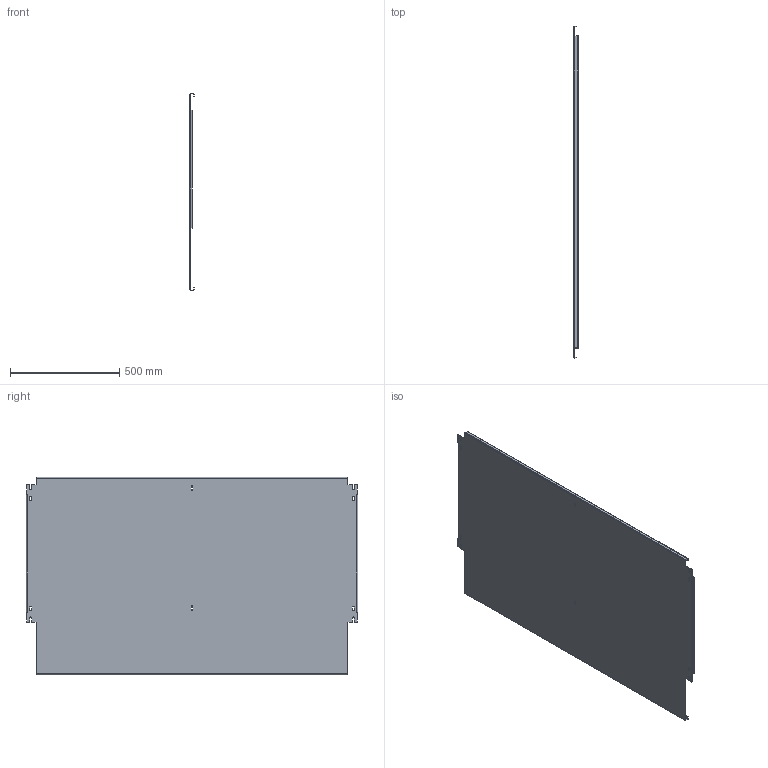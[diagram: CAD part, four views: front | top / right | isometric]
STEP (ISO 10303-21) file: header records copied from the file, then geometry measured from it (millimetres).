
FILE_DESCRIPTION(/* description */ (''),/* implementation_level */ '2;1');
FILE_NAME(/* name */ 'PLBI1600.stp',/* time_stamp */ '2017-05-02T17:29:46+02:00',/* author */ (''),/* organization */ (''),/* preprocessor_version */ 'ST-DEVELOPER v15',/* originating_system */ 'SIEMENS PLM Software NX 9.0',/* authorisation */ '');
FILE_SCHEMA (('CONFIG_CONTROL_DESIGN'));
Length unit declared in the file: millimetre
Products named in the file (1): PLBI600_stp
Bounding box: 19.5 x 1521 x 904 mm (x, y, z)
Volume: 2861088.1 mm3; surface area: 2872008.6 mm2
Topology: 1 solids, 1 shells, 90 faces, 260 edges, 172 vertices
Faces by surface type: plane 62, cylinder 28
Entity records: 3090 total; most frequent: CARTESIAN_POINT 757, ORIENTED_EDGE 520, DIRECTION 400, EDGE_CURVE 260, VERTEX_POINT 172, AXIS2_PLACEMENT_3D 143, LINE 114, VECTOR 114
